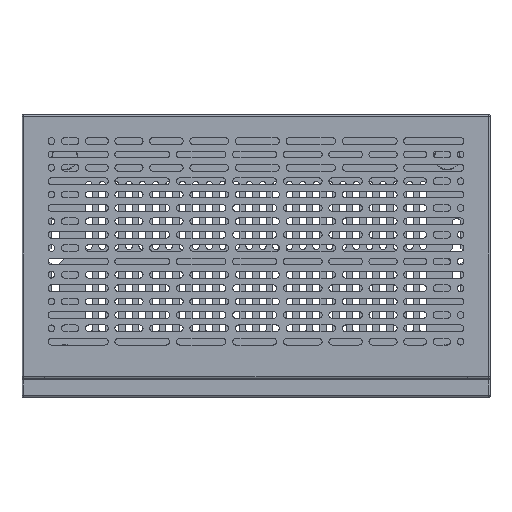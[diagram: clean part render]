
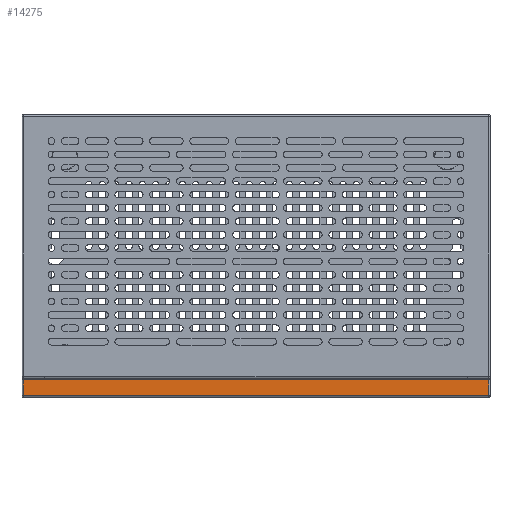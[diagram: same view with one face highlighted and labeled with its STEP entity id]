
A CAD part, top view. The second image highlights one B-rep face of the part: STEP entity #14275.
In plain terms, the highlighted face is planar.
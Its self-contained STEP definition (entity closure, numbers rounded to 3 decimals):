
#478=DIRECTION('',(1.,0.,0.));
#479=VECTOR('',#478,174.);
#480=CARTESIAN_POINT('',(-87.,35.8,-0.8));
#481=LINE('',#480,#479);
#4942=DIRECTION('',(-1.,0.,0.));
#4943=VECTOR('',#4942,174.);
#4944=CARTESIAN_POINT('',(87.,35.8,-6.5));
#4945=LINE('',#4944,#4943);
#4946=DIRECTION('',(0.,0.,-1.));
#4947=VECTOR('',#4946,5.7);
#4948=CARTESIAN_POINT('',(87.,35.8,-0.8));
#4949=LINE('',#4948,#4947);
#4950=DIRECTION('',(0.,0.,1.));
#4951=VECTOR('',#4950,5.7);
#4952=CARTESIAN_POINT('',(-87.,35.8,-6.5));
#4953=LINE('',#4952,#4951);
#7589=CARTESIAN_POINT('',(-87.,35.8,-0.8));
#7590=VERTEX_POINT('',#7589);
#7594=CARTESIAN_POINT('',(87.,35.8,-0.8));
#7596=VERTEX_POINT('',#7594);
#7612=CARTESIAN_POINT('',(-87.,35.8,-6.5));
#7613=VERTEX_POINT('',#7612);
#7614=CARTESIAN_POINT('',(87.,35.8,-6.5));
#7615=VERTEX_POINT('',#7614);
#14263=CARTESIAN_POINT('',(87.5,35.8,0.));
#14264=DIRECTION('',(0.,1.,0.));
#14265=DIRECTION('',(1.,0.,0.));
#14266=AXIS2_PLACEMENT_3D('',#14263,#14264,#14265);
#14267=PLANE('',#14266);
#14268=ORIENTED_EDGE('',*,*,#14254,.F.);
#14269=ORIENTED_EDGE('',*,*,#14232,.F.);
#14270=ORIENTED_EDGE('',*,*,#10031,.F.);
#14272=ORIENTED_EDGE('',*,*,#14271,.F.);
#14273=EDGE_LOOP('',(#14268,#14269,#14270,#14272));
#14274=FACE_OUTER_BOUND('',#14273,.F.);
#14275=ADVANCED_FACE('',(#14274),#14267,.T.);
#10031=EDGE_CURVE('',#7590,#7596,#481,.T.);
#14232=EDGE_CURVE('',#7596,#7615,#4949,.T.);
#14254=EDGE_CURVE('',#7615,#7613,#4945,.T.);
#14271=EDGE_CURVE('',#7613,#7590,#4953,.T.);
